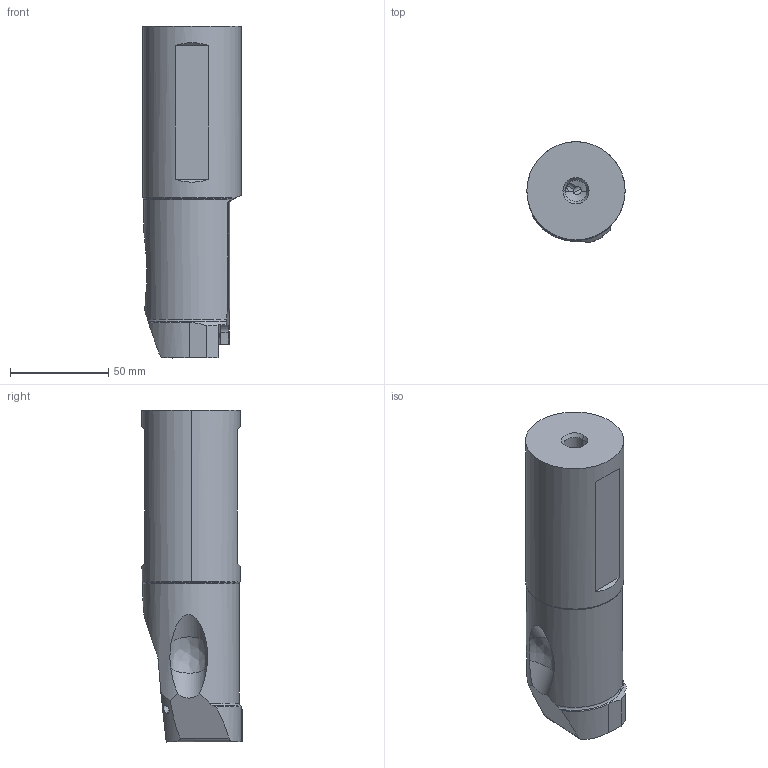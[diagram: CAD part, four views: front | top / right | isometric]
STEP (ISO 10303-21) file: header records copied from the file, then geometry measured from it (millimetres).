
FILE_DESCRIPTION(/* description */ (''),/* implementation_level */ '2;1');
FILE_NAME(/* name */ 'GYDL50P90F_M25R.stp',/* time_stamp */ '2017-01-13T13:05:51+09:00',/* author */ (''),/* organization */ (''),/* preprocessor_version */ 'ST-DEVELOPER v16',/* originating_system */ 'SIEMENS PLM Software NX 10.0',/* authorisation */ '');
FILE_SCHEMA (('AUTOMOTIVE_DESIGN { 1 0 10303 214 3 1 1 1 }'));
Length unit declared in the file: millimetre
Products named in the file (1): GYDL50P90F_M25R
Bounding box: 50 x 50.93 x 169 mm (x, y, z)
Volume: 267803.9 mm3; surface area: 35199.5 mm2
Topology: 1 solids, 1 shells, 120 faces, 326 edges, 202 vertices
Faces by surface type: cylinder 47, plane 37, cone 29, torus 5, sphere 1, bspline 1
Entity records: 4563 total; most frequent: CARTESIAN_POINT 1546, ORIENTED_EDGE 634, DIRECTION 620, EDGE_CURVE 317, AXIS2_PLACEMENT_3D 238, VERTEX_POINT 202, LINE 144, VECTOR 144
